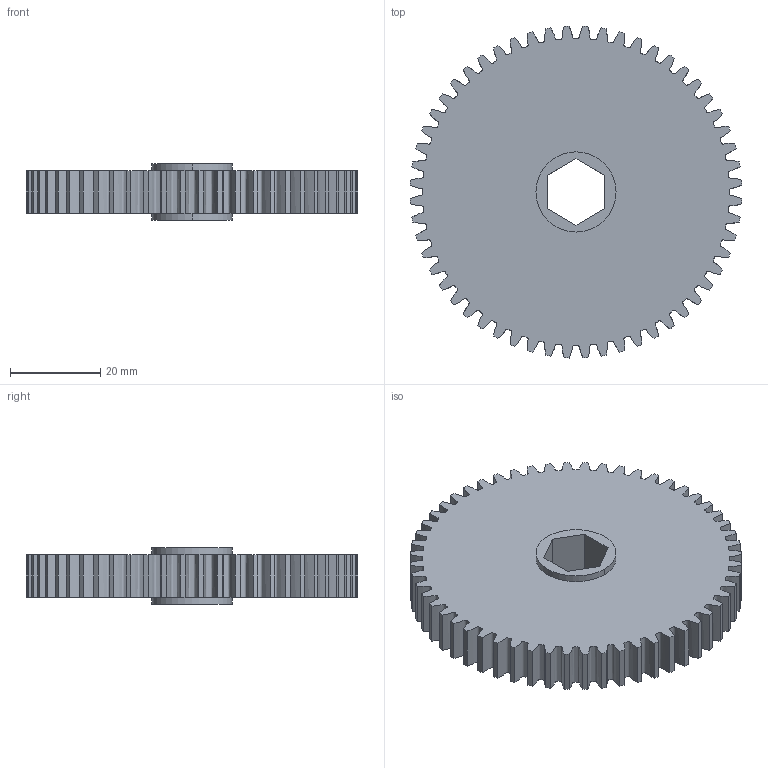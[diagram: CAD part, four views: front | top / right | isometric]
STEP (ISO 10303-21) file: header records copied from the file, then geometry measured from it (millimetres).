
FILE_DESCRIPTION (( 'STEP AP214' ), '1' );
FILE_NAME ('217-5474-001 Rev1.STEP', '2016-08-25T21:02:01', ( '' ), ( '' ), 'SwSTEP 2.0', 'SolidWorks 2015', '' );
FILE_SCHEMA (( 'AUTOMOTIVE_DESIGN' ));
Length unit declared in the file: millimetre
Products named in the file (1): 217-5474-001 Rev1
Bounding box: 73.6 x 73.6 x 12.6 mm (x, y, z)
Volume: 37852.5 mm3; surface area: 12672.2 mm2
Topology: 1 solids, 1 shells, 126 faces, 366 edges, 244 vertices
Faces by surface type: cylinder 60, bspline 56, plane 10
Entity records: 18228 total; most frequent: CARTESIAN_POINT 15129, ORIENTED_EDGE 732, DIRECTION 516, EDGE_CURVE 366, VERTEX_POINT 244, AXIS2_PLACEMENT_3D 191, VECTOR 134, LINE 134
